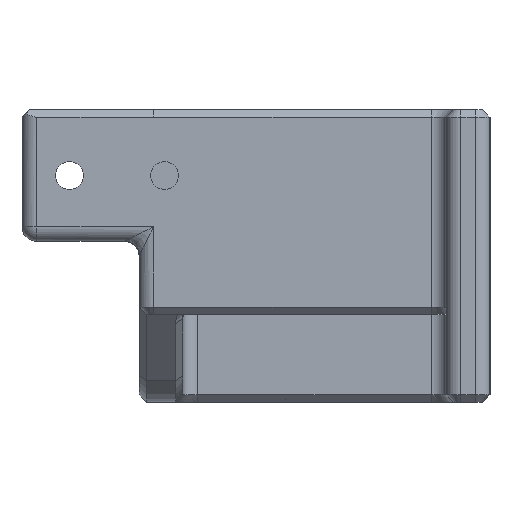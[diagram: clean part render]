
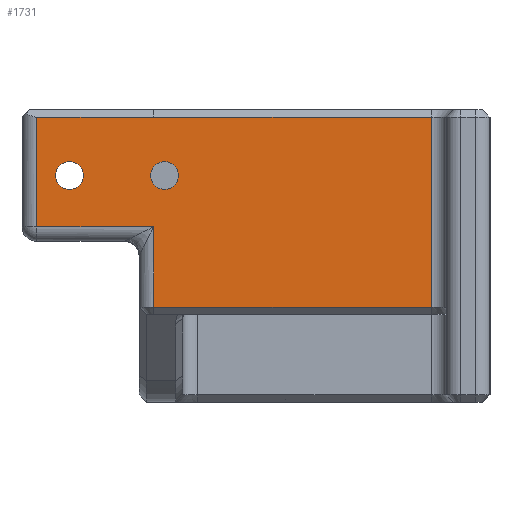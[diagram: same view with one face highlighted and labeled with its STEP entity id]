
A CAD part, left-side view. The second image highlights one B-rep face of the part: STEP entity #1731.
In plain terms, the highlighted planar face has unit normal (-1, 0, 0).
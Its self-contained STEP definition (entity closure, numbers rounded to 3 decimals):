
#15 = DIRECTION ( 'NONE',  ( 0., 0., 1. ) ) ;
#22 = ORIENTED_EDGE ( 'NONE', *, *, #2466, .F. ) ;
#88 = LINE ( 'NONE', #2369, #384 ) ;
#109 = EDGE_LOOP ( 'NONE', ( #2751, #2838 ) ) ;
#140 = AXIS2_PLACEMENT_3D ( 'NONE', #2213, #3001, #233 ) ;
#191 = ORIENTED_EDGE ( 'NONE', *, *, #3054, .T. ) ;
#233 = DIRECTION ( 'NONE',  ( 0., 0., -1. ) ) ;
#275 = ORIENTED_EDGE ( 'NONE', *, *, #1696, .F. ) ;
#294 = VERTEX_POINT ( 'NONE', #3516 ) ;
#346 = DIRECTION ( 'NONE',  ( 1., 0., 0. ) ) ;
#358 = VECTOR ( 'NONE', #3057, 1000. ) ;
#384 = VECTOR ( 'NONE', #2920, 1000. ) ;
#451 = VERTEX_POINT ( 'NONE', #1448 ) ;
#481 = AXIS2_PLACEMENT_3D ( 'NONE', #2293, #3379, #15 ) ;
#510 = VECTOR ( 'NONE', #1725, 1000. ) ;
#511 = CARTESIAN_POINT ( 'NONE',  ( -36., -6., 19.5 ) ) ;
#576 = ORIENTED_EDGE ( 'NONE', *, *, #609, .T. ) ;
#587 = CARTESIAN_POINT ( 'NONE',  ( -36., 12.25, 14.55 ) ) ;
#595 = CIRCLE ( 'NONE', #140, 0.95 ) ;
#609 = EDGE_CURVE ( 'NONE', #1319, #2774, #1077, .T. ) ;
#872 = CARTESIAN_POINT ( 'NONE',  ( -36., -6., 20. ) ) ;
#876 = VECTOR ( 'NONE', #2289, 1000. ) ;
#902 = EDGE_LOOP ( 'NONE', ( #2096, #3605 ) ) ;
#1014 = CARTESIAN_POINT ( 'NONE',  ( -36., 18.75, 14.55 ) ) ;
#1029 = CARTESIAN_POINT ( 'NONE',  ( -36., 13., 6.5 ) ) ;
#1066 = DIRECTION ( 'NONE',  ( 1., 0., 0. ) ) ;
#1077 = LINE ( 'NONE', #2440, #2193 ) ;
#1100 = LINE ( 'NONE', #2210, #358 ) ;
#1127 = CIRCLE ( 'NONE', #3223, 0.95 ) ;
#1148 = CARTESIAN_POINT ( 'NONE',  ( -36., 12.25, 15.5 ) ) ;
#1216 = AXIS2_PLACEMENT_3D ( 'NONE', #1738, #346, #3582 ) ;
#1231 = CIRCLE ( 'NONE', #1216, 0.95 ) ;
#1246 = CARTESIAN_POINT ( 'NONE',  ( -36., 18.75, 16.45 ) ) ;
#1318 = DIRECTION ( 'NONE',  ( 0., 0., -1. ) ) ;
#1319 = VERTEX_POINT ( 'NONE', #2034 ) ;
#1411 = PLANE ( 'NONE',  #481 ) ;
#1448 = CARTESIAN_POINT ( 'NONE',  ( -36., 12.25, 16.45 ) ) ;
#1511 = EDGE_CURVE ( 'NONE', #1537, #3007, #3349, .T. ) ;
#1537 = VERTEX_POINT ( 'NONE', #1014 ) ;
#1575 = VERTEX_POINT ( 'NONE', #1029 ) ;
#1695 = DIRECTION ( 'NONE',  ( 1., 0., 0. ) ) ;
#1696 = EDGE_CURVE ( 'NONE', #1575, #2980, #1100, .T. ) ;
#1725 = DIRECTION ( 'NONE',  ( 0., 0., -1. ) ) ;
#1731 = ADVANCED_FACE ( 'NONE', ( #2001, #3216, #3489 ), #1411, .F. ) ;
#1738 = CARTESIAN_POINT ( 'NONE',  ( -36., 18.75, 15.5 ) ) ;
#1764 = VECTOR ( 'NONE', #2040, 1000. ) ;
#1769 = CARTESIAN_POINT ( 'NONE',  ( -36., 13., 12. ) ) ;
#1881 = DIRECTION ( 'NONE',  ( 0., 0., -1. ) ) ;
#1895 = ORIENTED_EDGE ( 'NONE', *, *, #2176, .F. ) ;
#1949 = EDGE_CURVE ( 'NONE', #3007, #1537, #1231, .T. ) ;
#1951 = CARTESIAN_POINT ( 'NONE',  ( -36., 13., 6.5 ) ) ;
#1971 = CARTESIAN_POINT ( 'NONE',  ( -36., 14., 19.5 ) ) ;
#2001 = FACE_BOUND ( 'NONE', #109, .T. ) ;
#2004 = DIRECTION ( 'NONE',  ( 0., 0., -1. ) ) ;
#2028 = LINE ( 'NONE', #1951, #1764 ) ;
#2034 = CARTESIAN_POINT ( 'NONE',  ( -36., 21., 19.5 ) ) ;
#2040 = DIRECTION ( 'NONE',  ( 0., 1., 0. ) ) ;
#2079 = DIRECTION ( 'NONE',  ( 0., 1., 0. ) ) ;
#2096 = ORIENTED_EDGE ( 'NONE', *, *, #2782, .T. ) ;
#2176 = EDGE_CURVE ( 'NONE', #294, #3364, #2544, .T. ) ;
#2193 = VECTOR ( 'NONE', #1318, 1000. ) ;
#2210 = CARTESIAN_POINT ( 'NONE',  ( -36., 13., 20. ) ) ;
#2213 = CARTESIAN_POINT ( 'NONE',  ( -36., 12.25, 15.5 ) ) ;
#2232 = EDGE_CURVE ( 'NONE', #2774, #2980, #88, .T. ) ;
#2238 = LINE ( 'NONE', #3211, #2415 ) ;
#2289 = DIRECTION ( 'NONE',  ( 0., -1., 0. ) ) ;
#2293 = CARTESIAN_POINT ( 'NONE',  ( -36., 14., 20. ) ) ;
#2369 = CARTESIAN_POINT ( 'NONE',  ( -36., 13., 12. ) ) ;
#2415 = VECTOR ( 'NONE', #2079, 1000. ) ;
#2440 = CARTESIAN_POINT ( 'NONE',  ( -36., 21., 20. ) ) ;
#2466 = EDGE_CURVE ( 'NONE', #2606, #1575, #2028, .T. ) ;
#2514 = AXIS2_PLACEMENT_3D ( 'NONE', #2722, #1066, #1881 ) ;
#2544 = LINE ( 'NONE', #1971, #876 ) ;
#2606 = VERTEX_POINT ( 'NONE', #3157 ) ;
#2722 = CARTESIAN_POINT ( 'NONE',  ( -36., 18.75, 15.5 ) ) ;
#2751 = ORIENTED_EDGE ( 'NONE', *, *, #1949, .T. ) ;
#2774 = VERTEX_POINT ( 'NONE', #3302 ) ;
#2782 = EDGE_CURVE ( 'NONE', #451, #3472, #1127, .T. ) ;
#2793 = ORIENTED_EDGE ( 'NONE', *, *, #3194, .F. ) ;
#2838 = ORIENTED_EDGE ( 'NONE', *, *, #1511, .T. ) ;
#2920 = DIRECTION ( 'NONE',  ( 0., -1., 0. ) ) ;
#2980 = VERTEX_POINT ( 'NONE', #1769 ) ;
#3001 = DIRECTION ( 'NONE',  ( 1., 0., 0. ) ) ;
#3007 = VERTEX_POINT ( 'NONE', #1246 ) ;
#3024 = ORIENTED_EDGE ( 'NONE', *, *, #2232, .T. ) ;
#3054 = EDGE_CURVE ( 'NONE', #294, #1319, #2238, .T. ) ;
#3057 = DIRECTION ( 'NONE',  ( 0., 0., 1. ) ) ;
#3090 = EDGE_LOOP ( 'NONE', ( #191, #576, #3024, #275, #22, #2793, #1895 ) ) ;
#3139 = LINE ( 'NONE', #872, #510 ) ;
#3157 = CARTESIAN_POINT ( 'NONE',  ( -36., -6., 6.5 ) ) ;
#3194 = EDGE_CURVE ( 'NONE', #3364, #2606, #3139, .T. ) ;
#3211 = CARTESIAN_POINT ( 'NONE',  ( -36., 14., 19.5 ) ) ;
#3216 = FACE_BOUND ( 'NONE', #902, .T. ) ;
#3223 = AXIS2_PLACEMENT_3D ( 'NONE', #1148, #1695, #2004 ) ;
#3302 = CARTESIAN_POINT ( 'NONE',  ( -36., 21., 12. ) ) ;
#3349 = CIRCLE ( 'NONE', #2514, 0.95 ) ;
#3364 = VERTEX_POINT ( 'NONE', #511 ) ;
#3379 = DIRECTION ( 'NONE',  ( 1., 0., 0. ) ) ;
#3472 = VERTEX_POINT ( 'NONE', #587 ) ;
#3489 = FACE_OUTER_BOUND ( 'NONE', #3090, .T. ) ;
#3516 = CARTESIAN_POINT ( 'NONE',  ( -36., 13., 19.5 ) ) ;
#3582 = DIRECTION ( 'NONE',  ( 0., 0., -1. ) ) ;
#3605 = ORIENTED_EDGE ( 'NONE', *, *, #3661, .T. ) ;
#3661 = EDGE_CURVE ( 'NONE', #3472, #451, #595, .T. ) ;
